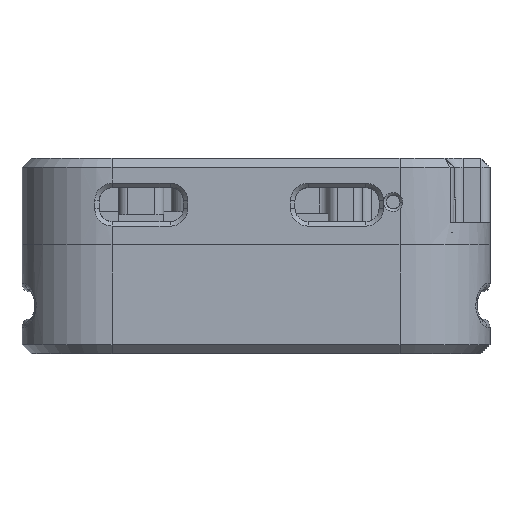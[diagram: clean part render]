
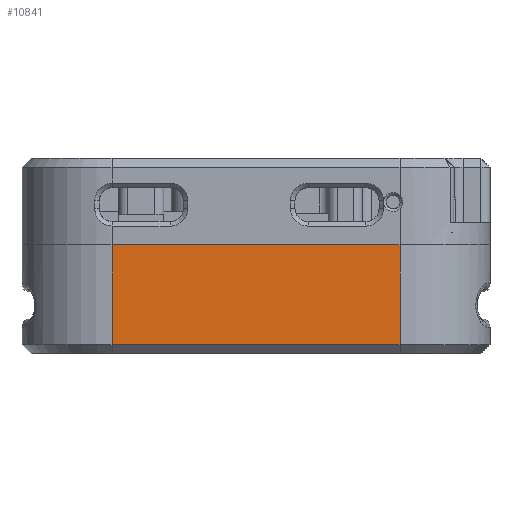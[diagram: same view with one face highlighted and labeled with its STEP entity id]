
A CAD part, front view. The second image highlights one B-rep face of the part: STEP entity #10841.
In plain terms, the highlighted planar face has unit normal (0, -1, 0).
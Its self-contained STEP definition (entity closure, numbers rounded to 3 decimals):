
#1150=PLANE('',#11806);
#1705=FACE_OUTER_BOUND('',#2333,.T.);
#2333=EDGE_LOOP('',(#9883,#9884,#9885,#9886));
#3342=LINE('',#19670,#4387);
#3387=LINE('',#20465,#4432);
#3389=LINE('',#20505,#4434);
#3390=LINE('',#20506,#4435);
#4387=VECTOR('',#14486,1.);
#4432=VECTOR('',#14623,1.);
#4434=VECTOR('',#14633,1.);
#4435=VECTOR('',#14634,1.);
#5403=VERTEX_POINT('',#19667);
#5404=VERTEX_POINT('',#19669);
#5452=VERTEX_POINT('',#20464);
#5457=VERTEX_POINT('',#20504);
#6889=EDGE_CURVE('',#5404,#5403,#3342,.T.);
#6966=EDGE_CURVE('',#5452,#5403,#3387,.T.);
#6972=EDGE_CURVE('',#5452,#5457,#3389,.T.);
#6973=EDGE_CURVE('',#5457,#5404,#3390,.T.);
#9883=ORIENTED_EDGE('',*,*,#6972,.T.);
#9884=ORIENTED_EDGE('',*,*,#6973,.T.);
#9885=ORIENTED_EDGE('',*,*,#6889,.T.);
#9886=ORIENTED_EDGE('',*,*,#6966,.F.);
#10841=ADVANCED_FACE('',(#1705),#1150,.T.);
#11806=AXIS2_PLACEMENT_3D('',#20503,#14631,#14632);
#14486=DIRECTION('',(-1.,0.,0.));
#14623=DIRECTION('',(0.,0.,1.));
#14631=DIRECTION('center_axis',(0.,-1.,0.));
#14632=DIRECTION('ref_axis',(-1.,0.,0.));
#14633=DIRECTION('',(1.,0.,0.));
#14634=DIRECTION('',(0.,0.,1.));
#19667=CARTESIAN_POINT('',(-16.,-26.,12.1));
#19669=CARTESIAN_POINT('',(16.,-26.,12.1));
#19670=CARTESIAN_POINT('',(13.,-26.,12.1));
#20464=CARTESIAN_POINT('',(-16.,-26.,1.));
#20465=CARTESIAN_POINT('',(-16.,-26.,0.));
#20503=CARTESIAN_POINT('Origin',(26.,-26.,0.));
#20504=CARTESIAN_POINT('',(16.,-26.,1.));
#20505=CARTESIAN_POINT('',(-16.,-26.,1.));
#20506=CARTESIAN_POINT('',(16.,-26.,0.));
